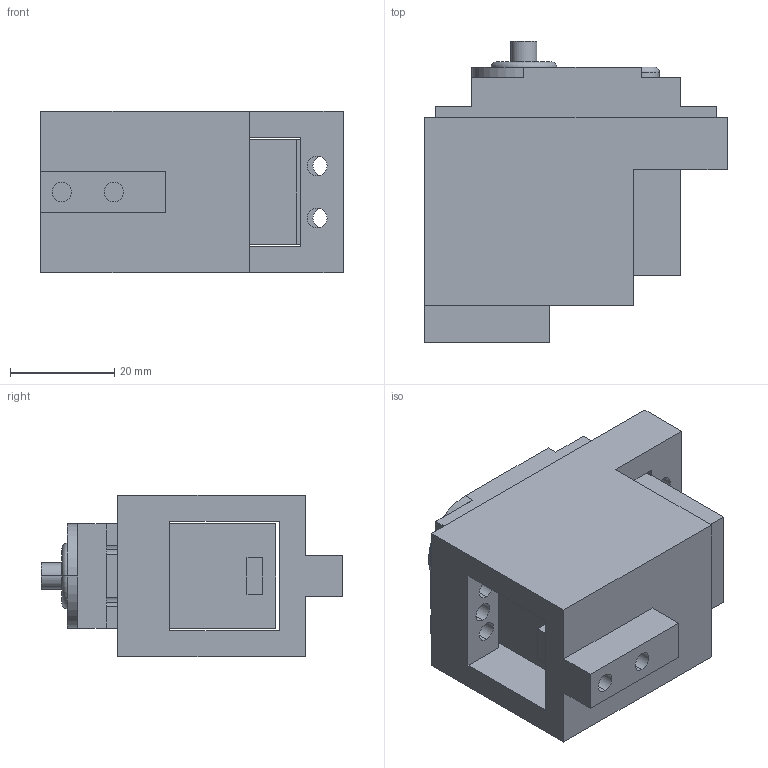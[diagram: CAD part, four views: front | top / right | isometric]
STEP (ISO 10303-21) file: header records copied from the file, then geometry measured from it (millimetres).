
FILE_DESCRIPTION (( 'STEP AP214' ), '1' );
FILE_NAME ('02 Flyfox - Servo PortaAccesorios.STEP', '2022-05-12T05:20:57', ( '' ), ( '' ), 'SwSTEP 2.0', 'SolidWorks 2018', '' );
FILE_SCHEMA (( 'AUTOMOTIVE_DESIGN' ));
Length unit declared in the file: millimetre
Products named in the file (4): S20.002 Sujeta Servo Pan - PortaAccesorios; servo strong junk 2.step; 02 Flyfox - Servo PortaAccesorios; servo Assem v2.step
Assembly tree (3 placements, depth 3):
  02 Flyfox - Servo PortaAccesorios
    servo Assem v2.step
      servo strong junk 2.step
    S20.002 Sujeta Servo Pan - PortaAccesorios
Bounding box: 58 x 57.9 x 31 mm (x, y, z)
Volume: 56745.9 mm3; surface area: 19593.9 mm2
Topology: 4 solids, 4 shells, 97 faces, 252 edges, 167 vertices
Faces by surface type: plane 55, cylinder 38, torus 4
Entity records: 3245 total; most frequent: DIRECTION 547, CARTESIAN_POINT 523, ORIENTED_EDGE 504, EDGE_CURVE 252, AXIS2_PLACEMENT_3D 191, VERTEX_POINT 167, VECTOR 165, LINE 165
